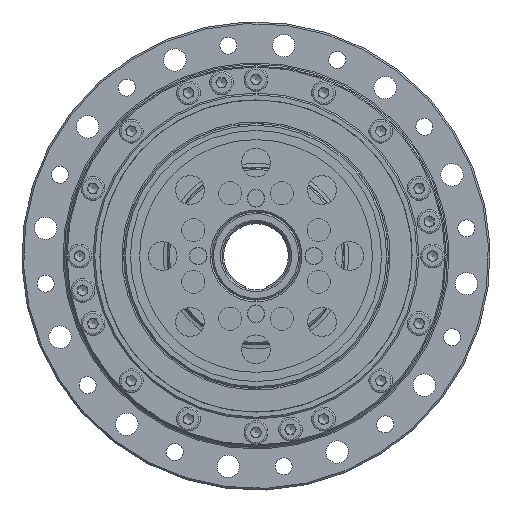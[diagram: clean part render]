
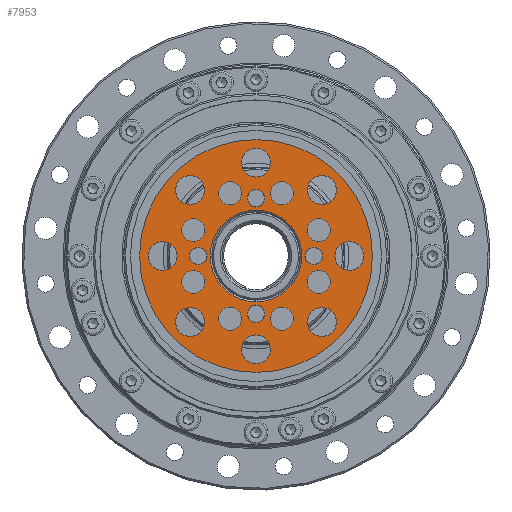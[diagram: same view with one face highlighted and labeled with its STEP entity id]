
A CAD part, left-side view. The second image highlights one B-rep face of the part: STEP entity #7953.
In plain terms, the highlighted planar face has unit normal (-1, 0, 0).
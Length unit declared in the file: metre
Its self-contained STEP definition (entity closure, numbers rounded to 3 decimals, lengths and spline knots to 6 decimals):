
#1226=CIRCLE('',#9460,0.0034);
#1227=CIRCLE('',#9461,0.0034);
#1228=CIRCLE('',#9462,0.0034);
#1229=CIRCLE('',#9463,0.0034);
#1230=CIRCLE('',#9464,0.0034);
#1231=CIRCLE('',#9465,0.0034);
#1232=CIRCLE('',#9466,0.0034);
#1233=CIRCLE('',#9467,0.0034);
#1234=CIRCLE('',#9468,0.00425);
#1235=CIRCLE('',#9469,0.00425);
#1236=CIRCLE('',#9470,0.00425);
#1237=CIRCLE('',#9471,0.00425);
#1238=CIRCLE('',#9472,0.0135);
#1239=CIRCLE('',#9473,0.0343);
#1240=CIRCLE('',#9474,0.00425);
#1241=CIRCLE('',#9475,0.00425);
#1242=CIRCLE('',#9476,0.00425);
#1243=CIRCLE('',#9477,0.00425);
#1244=CIRCLE('',#9478,0.0026);
#1245=CIRCLE('',#9479,0.0026);
#1246=CIRCLE('',#9480,0.0026);
#1247=CIRCLE('',#9481,0.0026);
#2728=ORIENTED_EDGE('',*,*,#3764,.T.);
#2729=ORIENTED_EDGE('',*,*,#3765,.T.);
#2730=ORIENTED_EDGE('',*,*,#3766,.T.);
#2731=ORIENTED_EDGE('',*,*,#3767,.T.);
#2732=ORIENTED_EDGE('',*,*,#3768,.T.);
#2733=ORIENTED_EDGE('',*,*,#3769,.T.);
#2734=ORIENTED_EDGE('',*,*,#3770,.T.);
#2735=ORIENTED_EDGE('',*,*,#3771,.T.);
#2736=ORIENTED_EDGE('',*,*,#3772,.T.);
#2737=ORIENTED_EDGE('',*,*,#3773,.T.);
#2738=ORIENTED_EDGE('',*,*,#3774,.T.);
#2739=ORIENTED_EDGE('',*,*,#3775,.T.);
#2740=ORIENTED_EDGE('',*,*,#3776,.T.);
#2741=ORIENTED_EDGE('',*,*,#3777,.F.);
#2742=ORIENTED_EDGE('',*,*,#3778,.T.);
#2743=ORIENTED_EDGE('',*,*,#3779,.T.);
#2744=ORIENTED_EDGE('',*,*,#3780,.T.);
#2745=ORIENTED_EDGE('',*,*,#3781,.T.);
#2746=ORIENTED_EDGE('',*,*,#3782,.F.);
#2747=ORIENTED_EDGE('',*,*,#3783,.F.);
#2748=ORIENTED_EDGE('',*,*,#3784,.F.);
#2749=ORIENTED_EDGE('',*,*,#3785,.F.);
#3764=EDGE_CURVE('',#4483,#4483,#1226,.T.);
#3765=EDGE_CURVE('',#4484,#4484,#1227,.T.);
#3766=EDGE_CURVE('',#4485,#4485,#1228,.T.);
#3767=EDGE_CURVE('',#4486,#4486,#1229,.T.);
#3768=EDGE_CURVE('',#4487,#4487,#1230,.T.);
#3769=EDGE_CURVE('',#4488,#4488,#1231,.T.);
#3770=EDGE_CURVE('',#4489,#4489,#1232,.T.);
#3771=EDGE_CURVE('',#4490,#4490,#1233,.T.);
#3772=EDGE_CURVE('',#4491,#4491,#1234,.T.);
#3773=EDGE_CURVE('',#4492,#4492,#1235,.T.);
#3774=EDGE_CURVE('',#4493,#4493,#1236,.T.);
#3775=EDGE_CURVE('',#4494,#4494,#1237,.T.);
#3776=EDGE_CURVE('',#4495,#4495,#1238,.T.);
#3777=EDGE_CURVE('',#4496,#4496,#1239,.T.);
#3778=EDGE_CURVE('',#4497,#4497,#1240,.T.);
#3779=EDGE_CURVE('',#4498,#4498,#1241,.T.);
#3780=EDGE_CURVE('',#4499,#4499,#1242,.T.);
#3781=EDGE_CURVE('',#4500,#4500,#1243,.T.);
#3782=EDGE_CURVE('',#4501,#4501,#1244,.T.);
#3783=EDGE_CURVE('',#4502,#4502,#1245,.T.);
#3784=EDGE_CURVE('',#4503,#4503,#1246,.T.);
#3785=EDGE_CURVE('',#4504,#4504,#1247,.T.);
#4483=VERTEX_POINT('',#16384);
#4484=VERTEX_POINT('',#16386);
#4485=VERTEX_POINT('',#16388);
#4486=VERTEX_POINT('',#16390);
#4487=VERTEX_POINT('',#16392);
#4488=VERTEX_POINT('',#16394);
#4489=VERTEX_POINT('',#16396);
#4490=VERTEX_POINT('',#16398);
#4491=VERTEX_POINT('',#16400);
#4492=VERTEX_POINT('',#16402);
#4493=VERTEX_POINT('',#16404);
#4494=VERTEX_POINT('',#16406);
#4495=VERTEX_POINT('',#16408);
#4496=VERTEX_POINT('',#16410);
#4497=VERTEX_POINT('',#16412);
#4498=VERTEX_POINT('',#16414);
#4499=VERTEX_POINT('',#16416);
#4500=VERTEX_POINT('',#16418);
#4501=VERTEX_POINT('',#16420);
#4502=VERTEX_POINT('',#16422);
#4503=VERTEX_POINT('',#16424);
#4504=VERTEX_POINT('',#16426);
#5939=EDGE_LOOP('',(#2728));
#5940=EDGE_LOOP('',(#2729));
#5941=EDGE_LOOP('',(#2730));
#5942=EDGE_LOOP('',(#2731));
#5943=EDGE_LOOP('',(#2732));
#5944=EDGE_LOOP('',(#2733));
#5945=EDGE_LOOP('',(#2734));
#5946=EDGE_LOOP('',(#2735));
#5947=EDGE_LOOP('',(#2736));
#5948=EDGE_LOOP('',(#2737));
#5949=EDGE_LOOP('',(#2738));
#5950=EDGE_LOOP('',(#2739));
#5951=EDGE_LOOP('',(#2740));
#5952=EDGE_LOOP('',(#2741));
#5953=EDGE_LOOP('',(#2742));
#5954=EDGE_LOOP('',(#2743));
#5955=EDGE_LOOP('',(#2744));
#5956=EDGE_LOOP('',(#2745));
#5957=EDGE_LOOP('',(#2746));
#5958=EDGE_LOOP('',(#2747));
#5959=EDGE_LOOP('',(#2748));
#5960=EDGE_LOOP('',(#2749));
#7028=FACE_BOUND('',#5939,.T.);
#7029=FACE_BOUND('',#5940,.T.);
#7030=FACE_BOUND('',#5941,.T.);
#7031=FACE_BOUND('',#5942,.T.);
#7032=FACE_BOUND('',#5943,.T.);
#7033=FACE_BOUND('',#5944,.T.);
#7034=FACE_BOUND('',#5945,.T.);
#7035=FACE_BOUND('',#5946,.T.);
#7036=FACE_BOUND('',#5947,.T.);
#7037=FACE_BOUND('',#5948,.T.);
#7038=FACE_BOUND('',#5949,.T.);
#7039=FACE_BOUND('',#5950,.T.);
#7040=FACE_BOUND('',#5951,.T.);
#7041=FACE_BOUND('',#5952,.T.);
#7042=FACE_BOUND('',#5953,.T.);
#7043=FACE_BOUND('',#5954,.T.);
#7044=FACE_BOUND('',#5955,.T.);
#7045=FACE_BOUND('',#5956,.T.);
#7046=FACE_BOUND('',#5957,.T.);
#7047=FACE_BOUND('',#5958,.T.);
#7048=FACE_BOUND('',#5959,.T.);
#7049=FACE_BOUND('',#5960,.T.);
#7548=PLANE('',#9459);
#7953=ADVANCED_FACE('',(#7028,#7029,#7030,#7031,#7032,#7033,#7034,#7035,
#7036,#7037,#7038,#7039,#7040,#7041,#7042,#7043,#7044,#7045,#7046,#7047,
#7048,#7049),#7548,.T.);
#9459=AXIS2_PLACEMENT_3D('',#16382,#11720,#11721);
#9460=AXIS2_PLACEMENT_3D('',#16383,#11722,#11723);
#9461=AXIS2_PLACEMENT_3D('',#16385,#11724,#11725);
#9462=AXIS2_PLACEMENT_3D('',#16387,#11726,#11727);
#9463=AXIS2_PLACEMENT_3D('',#16389,#11728,#11729);
#9464=AXIS2_PLACEMENT_3D('',#16391,#11730,#11731);
#9465=AXIS2_PLACEMENT_3D('',#16393,#11732,#11733);
#9466=AXIS2_PLACEMENT_3D('',#16395,#11734,#11735);
#9467=AXIS2_PLACEMENT_3D('',#16397,#11736,#11737);
#9468=AXIS2_PLACEMENT_3D('',#16399,#11738,#11739);
#9469=AXIS2_PLACEMENT_3D('',#16401,#11740,#11741);
#9470=AXIS2_PLACEMENT_3D('',#16403,#11742,#11743);
#9471=AXIS2_PLACEMENT_3D('',#16405,#11744,#11745);
#9472=AXIS2_PLACEMENT_3D('',#16407,#11746,#11747);
#9473=AXIS2_PLACEMENT_3D('',#16409,#11748,#11749);
#9474=AXIS2_PLACEMENT_3D('',#16411,#11750,#11751);
#9475=AXIS2_PLACEMENT_3D('',#16413,#11752,#11753);
#9476=AXIS2_PLACEMENT_3D('',#16415,#11754,#11755);
#9477=AXIS2_PLACEMENT_3D('',#16417,#11756,#11757);
#9478=AXIS2_PLACEMENT_3D('',#16419,#11758,#11759);
#9479=AXIS2_PLACEMENT_3D('',#16421,#11760,#11761);
#9480=AXIS2_PLACEMENT_3D('',#16423,#11762,#11763);
#9481=AXIS2_PLACEMENT_3D('',#16425,#11764,#11765);
#11720=DIRECTION('',(-1.,0.,0.));
#11721=DIRECTION('',(0.,0.,1.));
#11722=DIRECTION('',(1.,0.,0.));
#11723=DIRECTION('',(0.,0.,1.));
#11724=DIRECTION('',(1.,0.,0.));
#11725=DIRECTION('',(0.,0.,1.));
#11726=DIRECTION('',(1.,0.,0.));
#11727=DIRECTION('',(0.,0.,1.));
#11728=DIRECTION('',(1.,0.,0.));
#11729=DIRECTION('',(0.,0.,1.));
#11730=DIRECTION('',(1.,0.,0.));
#11731=DIRECTION('',(0.,0.,1.));
#11732=DIRECTION('',(1.,0.,0.));
#11733=DIRECTION('',(0.,0.,1.));
#11734=DIRECTION('',(1.,0.,0.));
#11735=DIRECTION('',(0.,0.,1.));
#11736=DIRECTION('',(1.,0.,0.));
#11737=DIRECTION('',(0.,0.,1.));
#11738=DIRECTION('',(1.,0.,0.));
#11739=DIRECTION('',(0.,0.,1.));
#11740=DIRECTION('',(1.,0.,0.));
#11741=DIRECTION('',(0.,0.,1.));
#11742=DIRECTION('',(1.,0.,0.));
#11743=DIRECTION('',(0.,0.,1.));
#11744=DIRECTION('',(1.,0.,0.));
#11745=DIRECTION('',(0.,0.,1.));
#11746=DIRECTION('',(1.,0.,0.));
#11747=DIRECTION('',(0.,0.,1.));
#11748=DIRECTION('',(1.,0.,0.));
#11749=DIRECTION('',(0.,0.,1.));
#11750=DIRECTION('',(1.,0.,0.));
#11751=DIRECTION('',(0.,0.,1.));
#11752=DIRECTION('',(1.,0.,0.));
#11753=DIRECTION('',(0.,0.,1.));
#11754=DIRECTION('',(1.,0.,0.));
#11755=DIRECTION('',(0.,0.,1.));
#11756=DIRECTION('',(1.,0.,0.));
#11757=DIRECTION('',(0.,0.,1.));
#11758=DIRECTION('',(-1.,0.,0.));
#11759=DIRECTION('',(0.,0.,1.));
#11760=DIRECTION('',(-1.,0.,0.));
#11761=DIRECTION('',(0.,0.,1.));
#11762=DIRECTION('',(-1.,0.,0.));
#11763=DIRECTION('',(0.,0.,1.));
#11764=DIRECTION('',(-1.,0.,0.));
#11765=DIRECTION('',(0.,0.,1.));
#16382=CARTESIAN_POINT('',(0.,0.037,0.));
#16383=CARTESIAN_POINT('',(0.,0.007654,-0.018478));
#16384=CARTESIAN_POINT('',(0.,0.007654,-0.015078));
#16385=CARTESIAN_POINT('',(0.,-0.007654,-0.018478));
#16386=CARTESIAN_POINT('',(0.,-0.007654,-0.015078));
#16387=CARTESIAN_POINT('',(0.,-0.018478,-0.007654));
#16388=CARTESIAN_POINT('',(0.,-0.018478,-0.004254));
#16389=CARTESIAN_POINT('',(0.,-0.018478,0.007654));
#16390=CARTESIAN_POINT('',(0.,-0.018478,0.011054));
#16391=CARTESIAN_POINT('',(0.,-0.007654,0.018478));
#16392=CARTESIAN_POINT('',(0.,-0.007654,0.021878));
#16393=CARTESIAN_POINT('',(0.,0.007654,0.018478));
#16394=CARTESIAN_POINT('',(0.,0.007654,0.021878));
#16395=CARTESIAN_POINT('',(0.,0.018478,0.007654));
#16396=CARTESIAN_POINT('',(0.,0.018478,0.011054));
#16397=CARTESIAN_POINT('',(0.,0.018478,-0.007654));
#16398=CARTESIAN_POINT('',(0.,0.018478,-0.004254));
#16399=CARTESIAN_POINT('',(0.,0.019445,-0.019445));
#16400=CARTESIAN_POINT('',(0.,0.019445,-0.015195));
#16401=CARTESIAN_POINT('',(0.,0.,0.0275));
#16402=CARTESIAN_POINT('',(0.,0.,0.03175));
#16403=CARTESIAN_POINT('',(0.,0.019445,0.019445));
#16404=CARTESIAN_POINT('',(0.,0.019445,0.023695));
#16405=CARTESIAN_POINT('',(0.,0.0275,0.));
#16406=CARTESIAN_POINT('',(0.,0.0275,0.00425));
#16407=CARTESIAN_POINT('',(0.,0.,0.));
#16408=CARTESIAN_POINT('',(0.,0.,0.0135));
#16409=CARTESIAN_POINT('',(0.,0.,0.));
#16410=CARTESIAN_POINT('',(0.,0.,0.0343));
#16411=CARTESIAN_POINT('',(0.,-0.019445,0.019445));
#16412=CARTESIAN_POINT('',(0.,-0.019445,0.023695));
#16413=CARTESIAN_POINT('',(0.,-0.0275,0.));
#16414=CARTESIAN_POINT('',(0.,-0.0275,0.00425));
#16415=CARTESIAN_POINT('',(0.,-0.019445,-0.019445));
#16416=CARTESIAN_POINT('',(0.,-0.019445,-0.015195));
#16417=CARTESIAN_POINT('',(0.,0.,-0.0275));
#16418=CARTESIAN_POINT('',(0.,0.,-0.02325));
#16419=CARTESIAN_POINT('',(0.,0.017,0.));
#16420=CARTESIAN_POINT('',(0.,0.017,0.0026));
#16421=CARTESIAN_POINT('',(0.,0.,0.017));
#16422=CARTESIAN_POINT('',(0.,0.,0.0196));
#16423=CARTESIAN_POINT('',(0.,-0.017,0.));
#16424=CARTESIAN_POINT('',(0.,-0.017,0.0026));
#16425=CARTESIAN_POINT('',(0.,0.,-0.017));
#16426=CARTESIAN_POINT('',(0.,0.,-0.0144));
